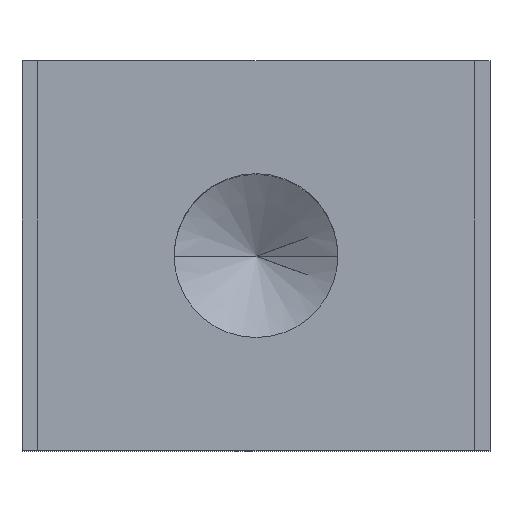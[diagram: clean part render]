
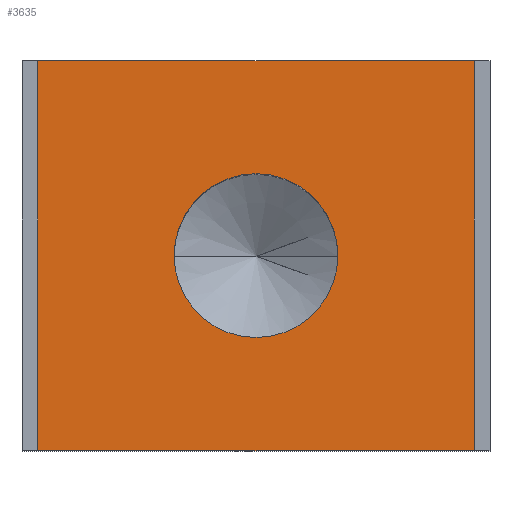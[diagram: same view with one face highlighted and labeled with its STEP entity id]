
A CAD part, top view. The second image highlights one B-rep face of the part: STEP entity #3635.
In plain terms, the highlighted planar face has unit normal (0, 0, 1).
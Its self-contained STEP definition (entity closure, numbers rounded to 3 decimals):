
#382 = ORIENTED_EDGE ( 'NONE', *, *, #2989, .T. ) ;
#383 = ORIENTED_EDGE ( 'NONE', *, *, #2999, .T. ) ;
#384 = ORIENTED_EDGE ( 'NONE', *, *, #2988, .T. ) ;
#385 = ORIENTED_EDGE ( 'NONE', *, *, #2994, .T. ) ;
#386 = ORIENTED_EDGE ( 'NONE', *, *, #3058, .F. ) ;
#387 = ORIENTED_EDGE ( 'NONE', *, *, #2987, .F. ) ;
#868 = CARTESIAN_POINT ( 'NONE',  ( -2.1, 0., 11.8 ) ) ;
#869 = CARTESIAN_POINT ( 'NONE',  ( 2.1, 0., 11.8 ) ) ;
#1154 = CARTESIAN_POINT ( 'NONE',  ( -5.6, 5., 11.8 ) ) ;
#1162 = LINE ( 'NONE', #1170, #3383 ) ;
#1164 = LINE ( 'NONE', #1154, #3380 ) ;
#1165 = CARTESIAN_POINT ( 'NONE',  ( 0., 0., 11.8 ) ) ;
#1166 = DIRECTION ( 'NONE',  ( 0., 0., 1. ) ) ;
#1167 = DIRECTION ( 'NONE',  ( 1., 0., 0. ) ) ;
#1169 = DIRECTION ( 'NONE',  ( 0., -1., 0. ) ) ;
#1170 = CARTESIAN_POINT ( 'NONE',  ( 5.6, 5., 11.8 ) ) ;
#1171 = DIRECTION ( 'NONE',  ( 0., 1., 0. ) ) ;
#1173 = LINE ( 'NONE', #1185, #3389 ) ;
#1183 = LINE ( 'NONE', #2387, #3393 ) ;
#1185 = CARTESIAN_POINT ( 'NONE',  ( 5.6, 5., 11.8 ) ) ;
#1186 = DIRECTION ( 'NONE',  ( -1., 0., 0. ) ) ;
#1410 = EDGE_LOOP ( 'NONE', ( #385, #384, #383, #382 ) ) ;
#1423 = EDGE_LOOP ( 'NONE', ( #387, #386 ) ) ;
#1770 = VERTEX_POINT ( 'NONE', #4182 ) ;
#1787 = VERTEX_POINT ( 'NONE', #4196 ) ;
#1790 = VERTEX_POINT ( 'NONE', #4199 ) ;
#1792 = VERTEX_POINT ( 'NONE', #4201 ) ;
#1860 = VERTEX_POINT ( 'NONE', #869 ) ;
#1864 = VERTEX_POINT ( 'NONE', #868 ) ;
#2387 = CARTESIAN_POINT ( 'NONE',  ( -5.6, -5., 11.8 ) ) ;
#2388 = DIRECTION ( 'NONE',  ( 1., 0., 0. ) ) ;
#2565 = CARTESIAN_POINT ( 'NONE',  ( 0., 0., 11.8 ) ) ;
#2566 = DIRECTION ( 'NONE',  ( 0., 0., 1. ) ) ;
#2567 = DIRECTION ( 'NONE',  ( 1., 0., 0. ) ) ;
#2873 = AXIS2_PLACEMENT_3D ( 'NONE', #3314, #3326, #3327 ) ;
#2987 = EDGE_CURVE ( 'NONE', #1860, #1864, #3382, .T. ) ;
#2988 = EDGE_CURVE ( 'NONE', #1770, #1787, #1164, .T. ) ;
#2989 = EDGE_CURVE ( 'NONE', #1790, #1792, #1162, .T. ) ;
#2994 = EDGE_CURVE ( 'NONE', #1792, #1770, #1173, .T. ) ;
#2999 = EDGE_CURVE ( 'NONE', #1787, #1790, #1183, .T. ) ;
#3058 = EDGE_CURVE ( 'NONE', #1864, #1860, #3455, .T. ) ;
#3314 = CARTESIAN_POINT ( 'NONE',  ( -5.6, 5., 11.8 ) ) ;
#3319 = FACE_OUTER_BOUND ( 'NONE', #1410, .T. ) ;
#3323 = FACE_BOUND ( 'NONE', #1423, .T. ) ;
#3324 = PLANE ( 'NONE',  #2873 ) ;
#3326 = DIRECTION ( 'NONE',  ( 0., 0., 1. ) ) ;
#3327 = DIRECTION ( 'NONE',  ( 1., 0., 0. ) ) ;
#3380 = VECTOR ( 'NONE', #1169, 1000. ) ;
#3382 = CIRCLE ( 'NONE', #3384, 2.1 ) ;
#3383 = VECTOR ( 'NONE', #1171, 1000. ) ;
#3384 = AXIS2_PLACEMENT_3D ( 'NONE', #1165, #1166, #1167 ) ;
#3389 = VECTOR ( 'NONE', #1186, 1000. ) ;
#3393 = VECTOR ( 'NONE', #2388, 1000. ) ;
#3455 = CIRCLE ( 'NONE', #3457, 2.1 ) ;
#3457 = AXIS2_PLACEMENT_3D ( 'NONE', #2565, #2566, #2567 ) ;
#3635 = ADVANCED_FACE ( 'NONE', ( #3323, #3319 ), #3324, .T. ) ;
#4182 = CARTESIAN_POINT ( 'NONE',  ( -5.6, 5., 11.8 ) ) ;
#4196 = CARTESIAN_POINT ( 'NONE',  ( -5.6, -5., 11.8 ) ) ;
#4199 = CARTESIAN_POINT ( 'NONE',  ( 5.6, -5., 11.8 ) ) ;
#4201 = CARTESIAN_POINT ( 'NONE',  ( 5.6, 5., 11.8 ) ) ;
